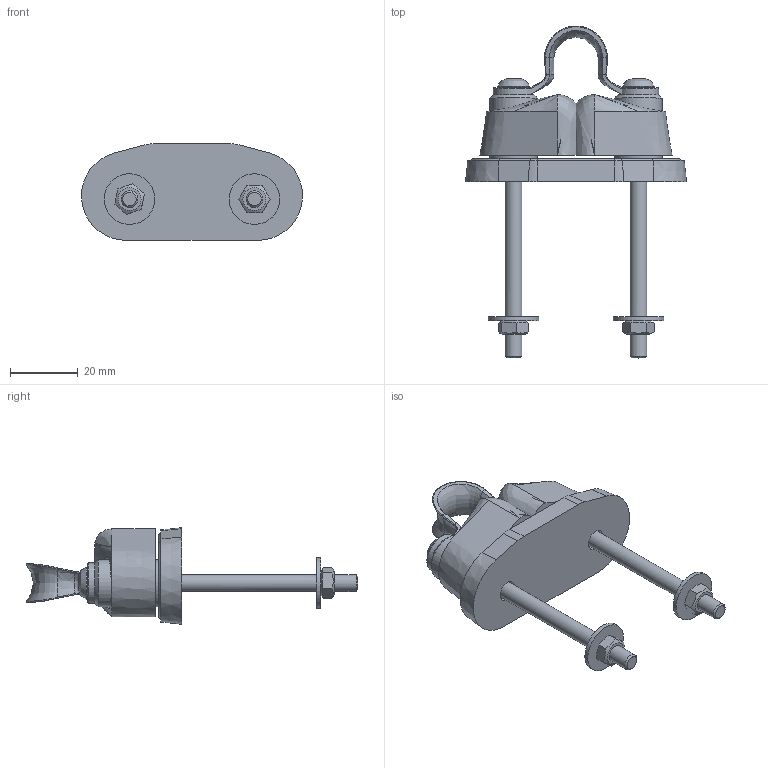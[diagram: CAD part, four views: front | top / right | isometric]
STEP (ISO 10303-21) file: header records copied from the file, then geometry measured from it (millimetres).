
FILE_DESCRIPTION(/* description */ (''),/* implementation_level */ '2;1');
FILE_NAME(/* name */ '502.22-37.stp',/* time_stamp */ '2019-11-05T10:44:56+01:00',/* author */ ('francesca'),/* organization */ (''),/* preprocessor_version */ 'ST-DEVELOPER v16.5',/* originating_system */ 'Autodesk Inventor 2017',/* authorisation */ '');
FILE_SCHEMA (('CONFIG_CONTROL_DESIGN'));
Length unit declared in the file: millimetre
Products named in the file (1): 17061209
Bounding box: 65.47 x 98.33 x 28.6 mm (x, y, z)
Volume: 32294.8 mm3; surface area: 16705.9 mm2
Topology: 2 solids, 2 shells, 168 faces, 422 edges, 263 vertices
Faces by surface type: bspline 60, plane 54, cylinder 22, cone 18, torus 14
Full cylindrical faces by diameter (mm): 5 x4, 5.3 x2, 5.5 x2, 6.1 x2, 14 x2, 15 x4
Entity records: 8029 total; most frequent: CARTESIAN_POINT 4630, ORIENTED_EDGE 720, DIRECTION 598, EDGE_CURVE 360, AXIS2_PLACEMENT_3D 255, VERTEX_POINT 247, EDGE_LOOP 225, FACE_OUTER_BOUND 168
